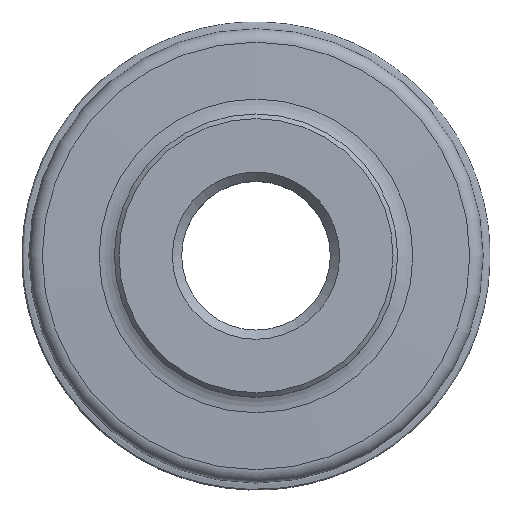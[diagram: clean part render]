
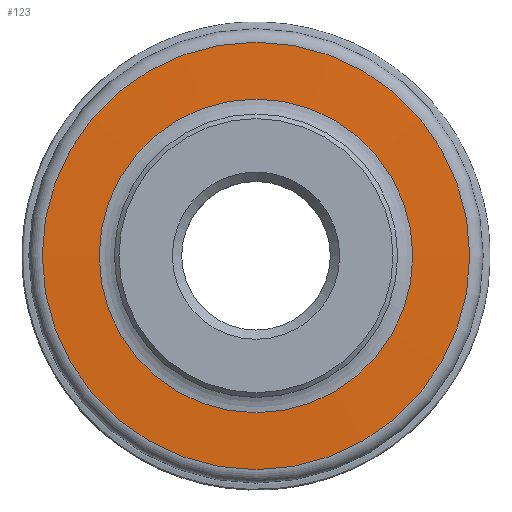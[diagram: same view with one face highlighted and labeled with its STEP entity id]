
A CAD part, top view. The second image highlights one B-rep face of the part: STEP entity #123.
In plain terms, the highlighted conical face has half-angle 88 degrees and reference radius 27 mm.
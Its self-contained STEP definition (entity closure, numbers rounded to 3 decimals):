
#109=CONICAL_SURFACE('',#511,27.,88.);
#123=ADVANCED_FACE('',(#156,#157),#109,.T.);
#156=FACE_BOUND('',#201,.T.);
#157=FACE_BOUND('',#202,.T.);
#201=EDGE_LOOP('',(#245));
#202=EDGE_LOOP('',(#246));
#245=ORIENTED_EDGE('',*,*,#310,.T.);
#246=ORIENTED_EDGE('',*,*,#311,.T.);
#287=VERTEX_POINT('',#719);
#288=VERTEX_POINT('',#721);
#310=EDGE_CURVE('',#287,#287,#332,.T.);
#311=EDGE_CURVE('',#288,#288,#333,.T.);
#332=CIRCLE('',#509,46.005);
#333=CIRCLE('',#510,33.756);
#509=AXIS2_PLACEMENT_3D('',#718,#598,#599);
#510=AXIS2_PLACEMENT_3D('',#720,#600,#601);
#511=AXIS2_PLACEMENT_3D('',#722,#602,#603);
#598=DIRECTION('',(0.,0.,1.));
#599=DIRECTION('',(1.,0.,0.));
#600=DIRECTION('',(0.,0.,-1.));
#601=DIRECTION('',(-1.,0.,0.));
#602=DIRECTION('',(0.,0.,-1.));
#603=DIRECTION('',(-1.,0.,0.));
#718=CARTESIAN_POINT('',(0.,0.,-30.199));
#719=CARTESIAN_POINT('',(46.005,0.,-30.199));
#720=CARTESIAN_POINT('',(0.,0.,-29.771));
#721=CARTESIAN_POINT('',(-33.756,0.,-29.771));
#722=CARTESIAN_POINT('',(0.,0.,-29.535));
